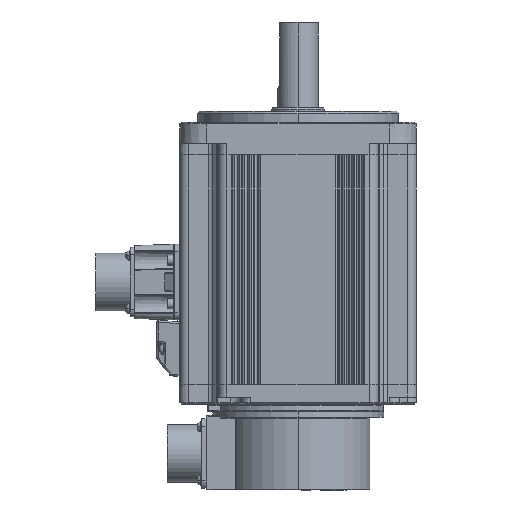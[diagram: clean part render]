
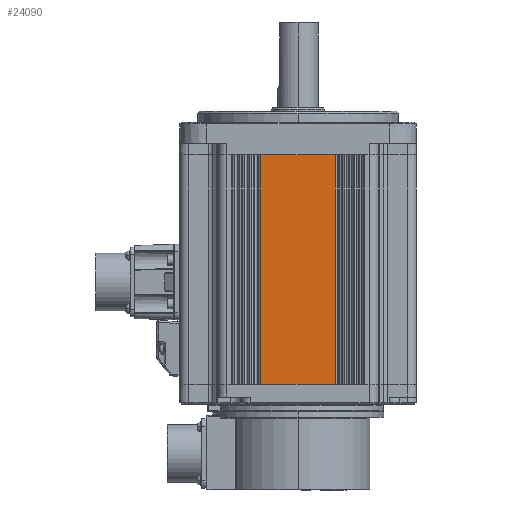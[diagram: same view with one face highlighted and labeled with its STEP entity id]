
A CAD part, left-side view. The second image highlights one B-rep face of the part: STEP entity #24090.
In plain terms, the highlighted planar face has unit normal (-1, 0, 0).
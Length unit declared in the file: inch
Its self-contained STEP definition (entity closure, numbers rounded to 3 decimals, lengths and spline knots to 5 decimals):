
#977 = EDGE_CURVE ( 'NONE', #12816, #19480, #6888, .T. ) ;
#4542 = EDGE_CURVE ( 'NONE', #18080, #19480, #20213, .T. ) ;
#4621 = VECTOR ( 'NONE', #7448, 39.37008 ) ;
#5201 = DIRECTION ( 'NONE',  ( 1., 0., 0. ) ) ;
#6305 = ORIENTED_EDGE ( 'NONE', *, *, #4542, .T. ) ;
#6888 = LINE ( 'NONE', #14466, #9618 ) ;
#7212 = VECTOR ( 'NONE', #9614, 39.37008 ) ;
#7448 = DIRECTION ( 'NONE',  ( 0., -1., 0. ) ) ;
#8525 = CARTESIAN_POINT ( 'NONE',  ( -2.55906, 0., 4.96063 ) ) ;
#8648 = LINE ( 'NONE', #8525, #20564 ) ;
#9380 = CARTESIAN_POINT ( 'NONE',  ( -2.55906, 0.8074, 2.48031 ) ) ;
#9614 = DIRECTION ( 'NONE',  ( 0., 0., 1. ) ) ;
#9618 = VECTOR ( 'NONE', #14347, 39.37008 ) ;
#10481 = EDGE_LOOP ( 'NONE', ( #15034, #21314, #6305, #15461 ) ) ;
#10531 = FACE_OUTER_BOUND ( 'NONE', #10481, .T. ) ;
#11103 = AXIS2_PLACEMENT_3D ( 'NONE', #12868, #5201, #21924 ) ;
#11864 = EDGE_CURVE ( 'NONE', #18080, #12246, #22754, .T. ) ;
#12246 = VERTEX_POINT ( 'NONE', #23987 ) ;
#12816 = VERTEX_POINT ( 'NONE', #14667 ) ;
#12868 = CARTESIAN_POINT ( 'NONE',  ( -2.55906, 0., 2.48031 ) ) ;
#13160 = CARTESIAN_POINT ( 'NONE',  ( -2.55906, 0., 0. ) ) ;
#14347 = DIRECTION ( 'NONE',  ( 0., 0., -1. ) ) ;
#14466 = CARTESIAN_POINT ( 'NONE',  ( -2.55906, -0.8074, 2.48031 ) ) ;
#14667 = CARTESIAN_POINT ( 'NONE',  ( -2.55906, -0.8074, 4.96063 ) ) ;
#14749 = PLANE ( 'NONE',  #11103 ) ;
#15034 = ORIENTED_EDGE ( 'NONE', *, *, #23011, .F. ) ;
#15461 = ORIENTED_EDGE ( 'NONE', *, *, #977, .F. ) ;
#16333 = DIRECTION ( 'NONE',  ( 0., -1., 0. ) ) ;
#18080 = VERTEX_POINT ( 'NONE', #24318 ) ;
#19209 = CARTESIAN_POINT ( 'NONE',  ( -2.55906, -0.8074, 0. ) ) ;
#19480 = VERTEX_POINT ( 'NONE', #19209 ) ;
#20213 = LINE ( 'NONE', #13160, #4621 ) ;
#20564 = VECTOR ( 'NONE', #16333, 39.37008 ) ;
#21314 = ORIENTED_EDGE ( 'NONE', *, *, #11864, .F. ) ;
#21924 = DIRECTION ( 'NONE',  ( 0., 0., -1. ) ) ;
#22754 = LINE ( 'NONE', #9380, #7212 ) ;
#23011 = EDGE_CURVE ( 'NONE', #12246, #12816, #8648, .T. ) ;
#23987 = CARTESIAN_POINT ( 'NONE',  ( -2.55906, 0.8074, 4.96063 ) ) ;
#24090 = ADVANCED_FACE ( 'NONE', ( #10531 ), #14749, .F. ) ;
#24318 = CARTESIAN_POINT ( 'NONE',  ( -2.55906, 0.8074, 0. ) ) ;
